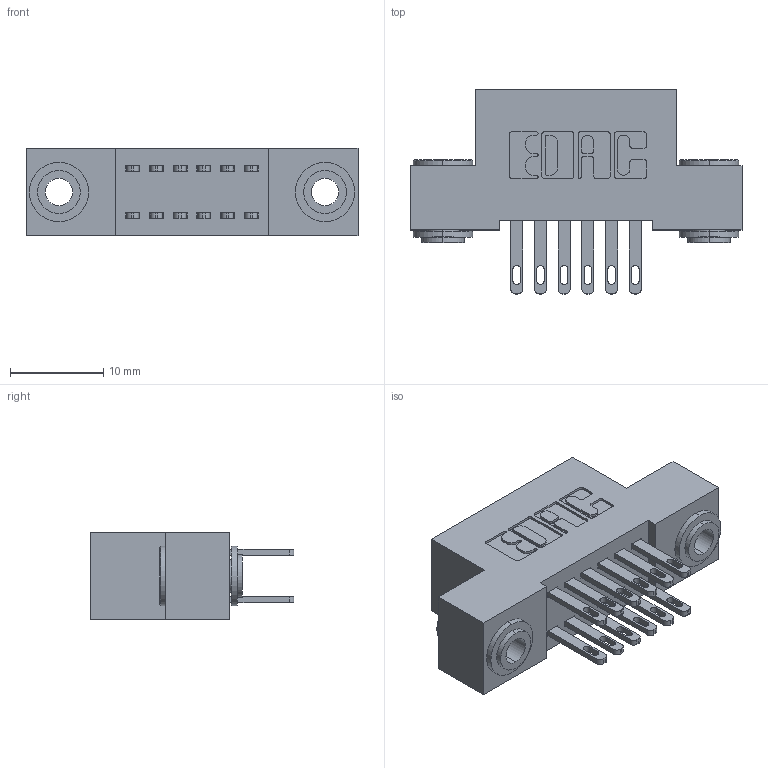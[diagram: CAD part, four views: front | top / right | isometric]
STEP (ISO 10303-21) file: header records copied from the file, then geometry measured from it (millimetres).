
FILE_DESCRIPTION (( 'STEP AP203' ), '1' );
FILE_NAME ('342-012-500-203.STEP', '2019-10-01T15:15:14', ( '' ), ( '' ), 'SwSTEP 2.0', 'SolidWorks 2016', '' );
FILE_SCHEMA (( 'CONFIG_CONTROL_DESIGN' ));
Length unit declared in the file: inch
Products named in the file (4): 342-250-002_345-250-002-102; 342-012-500-203; 342 Part_.156 TH; 345-292-001_345-293-100
Assembly tree (15 placements, depth 2):
  342-012-500-203
    342 Part_.156 TH
    345-292-001_345-293-100  x12
    342-250-002_345-250-002-102  x2
Bounding box: 35.56 x 21.85 x 9.4 mm (x, y, z)
Volume: 3084.2 mm3; surface area: 4462.1 mm2
Topology: 15 solids, 15 shells, 724 faces, 2139 edges, 1422 vertices
Faces by surface type: plane 436, cylinder 280, cone 8
Entity records: 8964 total; most frequent: CARTESIAN_POINT 1501, ORIENTED_EDGE 1430, DIRECTION 1381, EDGE_CURVE 715, LINE 559, VECTOR 559, VERTEX_POINT 474, AXIS2_PLACEMENT_3D 411
